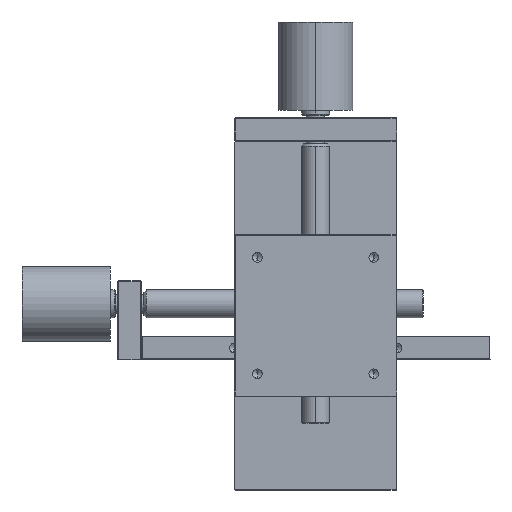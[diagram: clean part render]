
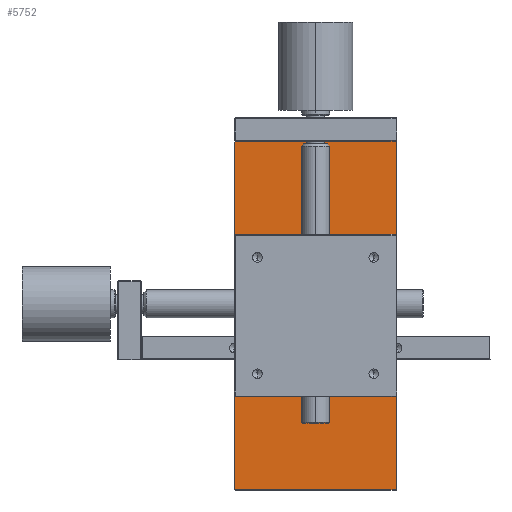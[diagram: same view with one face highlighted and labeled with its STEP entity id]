
A CAD part, left-side view. The second image highlights one B-rep face of the part: STEP entity #5752.
In plain terms, the highlighted planar face has unit normal (-1, 0, 0).
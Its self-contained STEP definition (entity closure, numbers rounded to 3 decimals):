
#578 = VERTEX_POINT ( 'NONE', #1677 ) ;
#1124 = CARTESIAN_POINT ( 'NONE',  ( -62.5, 12.5, 39. ) ) ;
#1137 = EDGE_CURVE ( 'NONE', #15597, #578, #15142, .T. ) ;
#1522 = CIRCLE ( 'NONE', #15434, 2.5 ) ;
#1602 = CARTESIAN_POINT ( 'NONE',  ( -62.5, -12.5, 16.5 ) ) ;
#1677 = CARTESIAN_POINT ( 'NONE',  ( -62.5, 12.5, 41.5 ) ) ;
#1757 = ORIENTED_EDGE ( 'NONE', *, *, #13261, .F. ) ;
#1790 = EDGE_LOOP ( 'NONE', ( #19067, #1890 ) ) ;
#1890 = ORIENTED_EDGE ( 'NONE', *, *, #1137, .F. ) ;
#2423 = EDGE_LOOP ( 'NONE', ( #24021, #15526 ) ) ;
#2640 = FACE_BOUND ( 'NONE', #21512, .T. ) ;
#3011 = CARTESIAN_POINT ( 'NONE',  ( -62.5, -12.5, 14. ) ) ;
#3186 = EDGE_LOOP ( 'NONE', ( #13092, #12010, #14335, #9670, #11614, #5030, #23787, #7033 ) ) ;
#3237 = EDGE_CURVE ( 'NONE', #4269, #5273, #20305, .T. ) ;
#3263 = FACE_BOUND ( 'NONE', #2423, .T. ) ;
#3305 = LINE ( 'NONE', #23851, #8559 ) ;
#3828 = CARTESIAN_POINT ( 'NONE',  ( -62.5, 12.5, 11.5 ) ) ;
#3843 = AXIS2_PLACEMENT_3D ( 'NONE', #3011, #16920, #5011 ) ;
#4168 = VECTOR ( 'NONE', #4461, 1000. ) ;
#4269 = VERTEX_POINT ( 'NONE', #21137 ) ;
#4461 = DIRECTION ( 'NONE',  ( 0., -0.707, 0.707 ) ) ;
#4664 = EDGE_CURVE ( 'NONE', #578, #15597, #22813, .T. ) ;
#4835 = AXIS2_PLACEMENT_3D ( 'NONE', #5334, #19230, #7325 ) ;
#4880 = ORIENTED_EDGE ( 'NONE', *, *, #17363, .F. ) ;
#4984 = AXIS2_PLACEMENT_3D ( 'NONE', #1124, #15537, #20829 ) ;
#5011 = DIRECTION ( 'NONE',  ( 0., 0., 1. ) ) ;
#5030 = ORIENTED_EDGE ( 'NONE', *, *, #13673, .F. ) ;
#5230 = LINE ( 'NONE', #20568, #15790 ) ;
#5273 = VERTEX_POINT ( 'NONE', #15767 ) ;
#5334 = CARTESIAN_POINT ( 'NONE',  ( -62.5, -12.5, 14. ) ) ;
#5557 = DIRECTION ( 'NONE',  ( 0., 0., -1. ) ) ;
#5563 = VERTEX_POINT ( 'NONE', #1602 ) ;
#5752 = ADVANCED_FACE ( 'NONE', ( #3263, #13230, #7896, #2640, #23191 ), #6850, .F. ) ;
#5816 = VERTEX_POINT ( 'NONE', #14158 ) ;
#6276 = DIRECTION ( 'NONE',  ( 0., 1., 0. ) ) ;
#6695 = VERTEX_POINT ( 'NONE', #13748 ) ;
#6850 = PLANE ( 'NONE',  #20953 ) ;
#7019 = EDGE_CURVE ( 'NONE', #4269, #24958, #11275, .T. ) ;
#7033 = ORIENTED_EDGE ( 'NONE', *, *, #10627, .T. ) ;
#7193 = CIRCLE ( 'NONE', #4835, 2.5 ) ;
#7307 = CARTESIAN_POINT ( 'NONE',  ( -62.5, 17.5, 63.8 ) ) ;
#7325 = DIRECTION ( 'NONE',  ( 0., 0., 1. ) ) ;
#7548 = LINE ( 'NONE', #7307, #12872 ) ;
#7725 = LINE ( 'NONE', #23911, #17712 ) ;
#7739 = CARTESIAN_POINT ( 'NONE',  ( -62.5, 12.5, 14. ) ) ;
#7896 = FACE_BOUND ( 'NONE', #1790, .T. ) ;
#7929 = CARTESIAN_POINT ( 'NONE',  ( -62.5, -12.5, 11.5 ) ) ;
#8099 = CARTESIAN_POINT ( 'NONE',  ( -62.5, -17.5, 64. ) ) ;
#8460 = CARTESIAN_POINT ( 'NONE',  ( -62.5, -12.5, 39. ) ) ;
#8559 = VECTOR ( 'NONE', #9945, 1000. ) ;
#8760 = VERTEX_POINT ( 'NONE', #19761 ) ;
#9162 = DIRECTION ( 'NONE',  ( -1., 0., 0. ) ) ;
#9670 = ORIENTED_EDGE ( 'NONE', *, *, #7019, .T. ) ;
#9686 = CARTESIAN_POINT ( 'NONE',  ( -62.5, -12.5, 39. ) ) ;
#9809 = DIRECTION ( 'NONE',  ( 0., 0., 1. ) ) ;
#9833 = VECTOR ( 'NONE', #6276, 1000. ) ;
#9945 = DIRECTION ( 'NONE',  ( 0., 0., -1. ) ) ;
#10005 = CIRCLE ( 'NONE', #3843, 2.5 ) ;
#10180 = EDGE_CURVE ( 'NONE', #19337, #5563, #10005, .T. ) ;
#10504 = DIRECTION ( 'NONE',  ( 0., 0., 1. ) ) ;
#10627 = EDGE_CURVE ( 'NONE', #19512, #19411, #7725, .T. ) ;
#10659 = VECTOR ( 'NONE', #19563, 1000. ) ;
#11000 = DIRECTION ( 'NONE',  ( 1., 0., 0. ) ) ;
#11275 = LINE ( 'NONE', #14494, #10659 ) ;
#11614 = ORIENTED_EDGE ( 'NONE', *, *, #20403, .F. ) ;
#11675 = DIRECTION ( 'NONE',  ( 0., 0., 1. ) ) ;
#12010 = ORIENTED_EDGE ( 'NONE', *, *, #15732, .T. ) ;
#12116 = CARTESIAN_POINT ( 'NONE',  ( -62.5, 17.3, -11. ) ) ;
#12360 = AXIS2_PLACEMENT_3D ( 'NONE', #12545, #12512, #24524 ) ;
#12512 = DIRECTION ( 'NONE',  ( -1., 0., 0. ) ) ;
#12545 = CARTESIAN_POINT ( 'NONE',  ( -62.5, 12.5, 39. ) ) ;
#12672 = CARTESIAN_POINT ( 'NONE',  ( -62.5, 12.5, 16.5 ) ) ;
#12860 = CARTESIAN_POINT ( 'NONE',  ( -62.5, 17.3, 64. ) ) ;
#12872 = VECTOR ( 'NONE', #19210, 1000. ) ;
#12882 = ORIENTED_EDGE ( 'NONE', *, *, #13003, .F. ) ;
#13003 = EDGE_CURVE ( 'NONE', #5816, #13235, #15118, .T. ) ;
#13092 = ORIENTED_EDGE ( 'NONE', *, *, #21638, .F. ) ;
#13230 = FACE_BOUND ( 'NONE', #18910, .T. ) ;
#13235 = VERTEX_POINT ( 'NONE', #15592 ) ;
#13261 = EDGE_CURVE ( 'NONE', #18062, #18992, #22249, .T. ) ;
#13430 = AXIS2_PLACEMENT_3D ( 'NONE', #7739, #21691, #9809 ) ;
#13673 = EDGE_CURVE ( 'NONE', #6695, #22714, #7548, .T. ) ;
#13748 = CARTESIAN_POINT ( 'NONE',  ( -62.5, 17.5, 63.8 ) ) ;
#14158 = CARTESIAN_POINT ( 'NONE',  ( -62.5, -12.5, 36.5 ) ) ;
#14327 = CARTESIAN_POINT ( 'NONE',  ( -62.5, -17.4, -10.9 ) ) ;
#14335 = ORIENTED_EDGE ( 'NONE', *, *, #3237, .F. ) ;
#14494 = CARTESIAN_POINT ( 'NONE',  ( -62.5, -17.4, 63.9 ) ) ;
#15034 = VECTOR ( 'NONE', #21800, 1000. ) ;
#15118 = CIRCLE ( 'NONE', #22435, 2.5 ) ;
#15142 = CIRCLE ( 'NONE', #12360, 2.5 ) ;
#15434 = AXIS2_PLACEMENT_3D ( 'NONE', #9686, #23589, #11675 ) ;
#15523 = CIRCLE ( 'NONE', #15916, 2.5 ) ;
#15526 = ORIENTED_EDGE ( 'NONE', *, *, #10180, .F. ) ;
#15537 = DIRECTION ( 'NONE',  ( -1., 0., 0. ) ) ;
#15592 = CARTESIAN_POINT ( 'NONE',  ( -62.5, -12.5, 41.5 ) ) ;
#15597 = VERTEX_POINT ( 'NONE', #20005 ) ;
#15732 = EDGE_CURVE ( 'NONE', #8760, #5273, #25350, .T. ) ;
#15767 = CARTESIAN_POINT ( 'NONE',  ( -62.5, -17.5, -10.8 ) ) ;
#15790 = VECTOR ( 'NONE', #16562, 1000. ) ;
#15916 = AXIS2_PLACEMENT_3D ( 'NONE', #21068, #9162, #23094 ) ;
#16193 = CARTESIAN_POINT ( 'NONE',  ( -62.5, 0., -11. ) ) ;
#16562 = DIRECTION ( 'NONE',  ( 0., -1., 0. ) ) ;
#16920 = DIRECTION ( 'NONE',  ( -1., 0., 0. ) ) ;
#17246 = EDGE_CURVE ( 'NONE', #18992, #18062, #15523, .T. ) ;
#17363 = EDGE_CURVE ( 'NONE', #13235, #5816, #1522, .T. ) ;
#17506 = ORIENTED_EDGE ( 'NONE', *, *, #17246, .F. ) ;
#17712 = VECTOR ( 'NONE', #21916, 1000. ) ;
#18062 = VERTEX_POINT ( 'NONE', #3828 ) ;
#18910 = EDGE_LOOP ( 'NONE', ( #4880, #12882 ) ) ;
#18992 = VERTEX_POINT ( 'NONE', #12672 ) ;
#19067 = ORIENTED_EDGE ( 'NONE', *, *, #4664, .F. ) ;
#19210 = DIRECTION ( 'NONE',  ( 0., -0.707, 0.707 ) ) ;
#19230 = DIRECTION ( 'NONE',  ( -1., 0., 0. ) ) ;
#19337 = VERTEX_POINT ( 'NONE', #7929 ) ;
#19411 = VERTEX_POINT ( 'NONE', #12116 ) ;
#19512 = VERTEX_POINT ( 'NONE', #23000 ) ;
#19563 = DIRECTION ( 'NONE',  ( 0., 0.707, 0.707 ) ) ;
#19761 = CARTESIAN_POINT ( 'NONE',  ( -62.5, -17.3, -11. ) ) ;
#19839 = CARTESIAN_POINT ( 'NONE',  ( -62.5, -17.3, 64. ) ) ;
#20005 = CARTESIAN_POINT ( 'NONE',  ( -62.5, 12.5, 36.5 ) ) ;
#20305 = LINE ( 'NONE', #20741, #15034 ) ;
#20403 = EDGE_CURVE ( 'NONE', #22714, #24958, #5230, .T. ) ;
#20568 = CARTESIAN_POINT ( 'NONE',  ( -62.5, 0., 64. ) ) ;
#20741 = CARTESIAN_POINT ( 'NONE',  ( -62.5, -17.5, 26.5 ) ) ;
#20829 = DIRECTION ( 'NONE',  ( 0., 0., 1. ) ) ;
#20953 = AXIS2_PLACEMENT_3D ( 'NONE', #8099, #11000, #5557 ) ;
#21068 = CARTESIAN_POINT ( 'NONE',  ( -62.5, 12.5, 14. ) ) ;
#21137 = CARTESIAN_POINT ( 'NONE',  ( -62.5, -17.5, 63.8 ) ) ;
#21512 = EDGE_LOOP ( 'NONE', ( #17506, #1757 ) ) ;
#21638 = EDGE_CURVE ( 'NONE', #8760, #19411, #22260, .T. ) ;
#21691 = DIRECTION ( 'NONE',  ( -1., 0., 0. ) ) ;
#21800 = DIRECTION ( 'NONE',  ( 0., 0., -1. ) ) ;
#21916 = DIRECTION ( 'NONE',  ( 0., -0.707, -0.707 ) ) ;
#22249 = CIRCLE ( 'NONE', #13430, 2.5 ) ;
#22260 = LINE ( 'NONE', #16193, #9833 ) ;
#22398 = DIRECTION ( 'NONE',  ( -1., 0., 0. ) ) ;
#22435 = AXIS2_PLACEMENT_3D ( 'NONE', #8460, #22398, #10504 ) ;
#22714 = VERTEX_POINT ( 'NONE', #12860 ) ;
#22813 = CIRCLE ( 'NONE', #4984, 2.5 ) ;
#23000 = CARTESIAN_POINT ( 'NONE',  ( -62.5, 17.5, -10.8 ) ) ;
#23094 = DIRECTION ( 'NONE',  ( 0., 0., 1. ) ) ;
#23191 = FACE_OUTER_BOUND ( 'NONE', #3186, .T. ) ;
#23418 = EDGE_CURVE ( 'NONE', #6695, #19512, #3305, .T. ) ;
#23589 = DIRECTION ( 'NONE',  ( -1., 0., 0. ) ) ;
#23787 = ORIENTED_EDGE ( 'NONE', *, *, #23418, .T. ) ;
#23851 = CARTESIAN_POINT ( 'NONE',  ( -62.5, 17.5, 26.5 ) ) ;
#23911 = CARTESIAN_POINT ( 'NONE',  ( -62.5, 17.4, -10.9 ) ) ;
#24021 = ORIENTED_EDGE ( 'NONE', *, *, #24733, .F. ) ;
#24524 = DIRECTION ( 'NONE',  ( 0., 0., 1. ) ) ;
#24733 = EDGE_CURVE ( 'NONE', #5563, #19337, #7193, .T. ) ;
#24958 = VERTEX_POINT ( 'NONE', #19839 ) ;
#25350 = LINE ( 'NONE', #14327, #4168 ) ;
